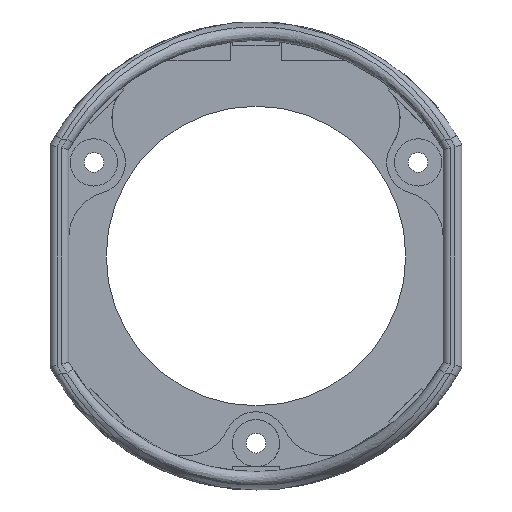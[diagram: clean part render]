
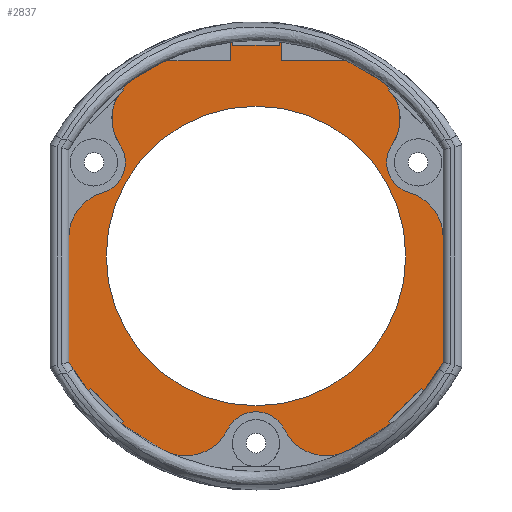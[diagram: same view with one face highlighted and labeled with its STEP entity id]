
A CAD part, front view. The second image highlights one B-rep face of the part: STEP entity #2837.
In plain terms, the highlighted planar face has unit normal (0, -1, 0).
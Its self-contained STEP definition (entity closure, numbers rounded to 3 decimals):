
#49=LINE('',#4353,#239);
#53=LINE('',#4361,#243);
#56=LINE('',#4371,#246);
#57=LINE('',#4373,#247);
#58=LINE('',#4383,#248);
#59=LINE('',#4395,#249);
#239=VECTOR('',#3467,10.);
#243=VECTOR('',#3473,10.);
#246=VECTOR('',#3484,10.);
#247=VECTOR('',#3485,10.);
#248=VECTOR('',#3494,10.);
#249=VECTOR('',#3505,10.);
#432=PLANE('',#3068);
#551=FACE_BOUND('',#871,.T.);
#673=FACE_OUTER_BOUND('',#870,.T.);
#870=EDGE_LOOP('',(#2021,#2022,#2023,#2024,#2025,#2026,#2027,#2028,#2029,
#2030,#2031,#2032,#2033,#2034,#2035,#2036,#2037,#2038,#2039,#2040));
#871=EDGE_LOOP('',(#2041));
#1165=CIRCLE('',#3069,46.);
#1166=CIRCLE('',#3070,46.);
#1167=CIRCLE('',#3071,10.);
#1168=CIRCLE('',#3072,6.73);
#1169=CIRCLE('',#3073,10.);
#1170=CIRCLE('',#3074,46.);
#1171=CIRCLE('',#3075,10.);
#1172=CIRCLE('',#3076,6.73);
#1173=CIRCLE('',#3077,10.);
#1174=CIRCLE('',#3078,46.);
#1175=CIRCLE('',#3079,10.);
#1176=CIRCLE('',#3080,6.73);
#1177=CIRCLE('',#3081,10.);
#1178=CIRCLE('',#3082,46.);
#1179=CIRCLE('',#3083,32.);
#1343=VERTEX_POINT('',#4351);
#1344=VERTEX_POINT('',#4352);
#1347=VERTEX_POINT('',#4360);
#1349=VERTEX_POINT('',#4368);
#1350=VERTEX_POINT('',#4370);
#1351=VERTEX_POINT('',#4372);
#1352=VERTEX_POINT('',#4374);
#1353=VERTEX_POINT('',#4376);
#1354=VERTEX_POINT('',#4378);
#1355=VERTEX_POINT('',#4380);
#1356=VERTEX_POINT('',#4382);
#1357=VERTEX_POINT('',#4384);
#1358=VERTEX_POINT('',#4386);
#1359=VERTEX_POINT('',#4388);
#1360=VERTEX_POINT('',#4390);
#1361=VERTEX_POINT('',#4392);
#1362=VERTEX_POINT('',#4394);
#1363=VERTEX_POINT('',#4396);
#1364=VERTEX_POINT('',#4398);
#1365=VERTEX_POINT('',#4400);
#1366=VERTEX_POINT('',#4403);
#1618=EDGE_CURVE('',#1343,#1344,#49,.T.);
#1622=EDGE_CURVE('',#1344,#1347,#53,.T.);
#1626=EDGE_CURVE('',#1349,#1347,#1165,.T.);
#1627=EDGE_CURVE('',#1349,#1350,#56,.T.);
#1628=EDGE_CURVE('',#1350,#1351,#57,.T.);
#1629=EDGE_CURVE('',#1352,#1351,#1166,.T.);
#1630=EDGE_CURVE('',#1352,#1353,#1167,.T.);
#1631=EDGE_CURVE('',#1353,#1354,#1168,.T.);
#1632=EDGE_CURVE('',#1354,#1355,#1169,.T.);
#1633=EDGE_CURVE('',#1356,#1355,#58,.T.);
#1634=EDGE_CURVE('',#1357,#1356,#1170,.T.);
#1635=EDGE_CURVE('',#1357,#1358,#1171,.T.);
#1636=EDGE_CURVE('',#1358,#1359,#1172,.T.);
#1637=EDGE_CURVE('',#1359,#1360,#1173,.T.);
#1638=EDGE_CURVE('',#1361,#1360,#1174,.T.);
#1639=EDGE_CURVE('',#1362,#1361,#59,.T.);
#1640=EDGE_CURVE('',#1362,#1363,#1175,.T.);
#1641=EDGE_CURVE('',#1363,#1364,#1176,.T.);
#1642=EDGE_CURVE('',#1364,#1365,#1177,.T.);
#1643=EDGE_CURVE('',#1343,#1365,#1178,.T.);
#1644=EDGE_CURVE('',#1366,#1366,#1179,.T.);
#2021=ORIENTED_EDGE('',*,*,#1618,.T.);
#2022=ORIENTED_EDGE('',*,*,#1622,.T.);
#2023=ORIENTED_EDGE('',*,*,#1626,.F.);
#2024=ORIENTED_EDGE('',*,*,#1627,.T.);
#2025=ORIENTED_EDGE('',*,*,#1628,.T.);
#2026=ORIENTED_EDGE('',*,*,#1629,.F.);
#2027=ORIENTED_EDGE('',*,*,#1630,.T.);
#2028=ORIENTED_EDGE('',*,*,#1631,.T.);
#2029=ORIENTED_EDGE('',*,*,#1632,.T.);
#2030=ORIENTED_EDGE('',*,*,#1633,.F.);
#2031=ORIENTED_EDGE('',*,*,#1634,.F.);
#2032=ORIENTED_EDGE('',*,*,#1635,.T.);
#2033=ORIENTED_EDGE('',*,*,#1636,.T.);
#2034=ORIENTED_EDGE('',*,*,#1637,.T.);
#2035=ORIENTED_EDGE('',*,*,#1638,.F.);
#2036=ORIENTED_EDGE('',*,*,#1639,.F.);
#2037=ORIENTED_EDGE('',*,*,#1640,.T.);
#2038=ORIENTED_EDGE('',*,*,#1641,.T.);
#2039=ORIENTED_EDGE('',*,*,#1642,.T.);
#2040=ORIENTED_EDGE('',*,*,#1643,.F.);
#2041=ORIENTED_EDGE('',*,*,#1644,.T.);
#2837=ADVANCED_FACE('',(#673,#551),#432,.F.);
#3068=AXIS2_PLACEMENT_3D('',#4367,#3480,#3481);
#3069=AXIS2_PLACEMENT_3D('',#4369,#3482,#3483);
#3070=AXIS2_PLACEMENT_3D('',#4375,#3486,#3487);
#3071=AXIS2_PLACEMENT_3D('',#4377,#3488,#3489);
#3072=AXIS2_PLACEMENT_3D('',#4379,#3490,#3491);
#3073=AXIS2_PLACEMENT_3D('',#4381,#3492,#3493);
#3074=AXIS2_PLACEMENT_3D('',#4385,#3495,#3496);
#3075=AXIS2_PLACEMENT_3D('',#4387,#3497,#3498);
#3076=AXIS2_PLACEMENT_3D('',#4389,#3499,#3500);
#3077=AXIS2_PLACEMENT_3D('',#4391,#3501,#3502);
#3078=AXIS2_PLACEMENT_3D('',#4393,#3503,#3504);
#3079=AXIS2_PLACEMENT_3D('',#4397,#3506,#3507);
#3080=AXIS2_PLACEMENT_3D('',#4399,#3508,#3509);
#3081=AXIS2_PLACEMENT_3D('',#4401,#3510,#3511);
#3082=AXIS2_PLACEMENT_3D('',#4402,#3512,#3513);
#3083=AXIS2_PLACEMENT_3D('',#4404,#3514,#3515);
#3467=DIRECTION('',(-1.,0.,0.));
#3473=DIRECTION('',(0.,0.,1.));
#3480=DIRECTION('center_axis',(0.,1.,0.));
#3481=DIRECTION('ref_axis',(0.,0.,1.));
#3482=DIRECTION('center_axis',(0.,1.,0.));
#3483=DIRECTION('ref_axis',(-0.87,0.,0.494));
#3484=DIRECTION('',(0.,0.,-1.));
#3485=DIRECTION('',(-1.,0.,0.));
#3486=DIRECTION('center_axis',(0.,1.,0.));
#3487=DIRECTION('ref_axis',(-0.87,0.,0.494));
#3488=DIRECTION('center_axis',(0.,-1.,0.));
#3489=DIRECTION('ref_axis',(-0.828,0.,-0.561));
#3490=DIRECTION('center_axis',(0.,1.,0.));
#3491=DIRECTION('ref_axis',(0.828,0.,0.561));
#3492=DIRECTION('center_axis',(0.,-1.,0.));
#3493=DIRECTION('ref_axis',(-1.,0.,0.));
#3494=DIRECTION('',(0.,0.,1.));
#3495=DIRECTION('center_axis',(0.,1.,0.));
#3496=DIRECTION('ref_axis',(0.87,0.,-0.494));
#3497=DIRECTION('center_axis',(0.,-1.,0.));
#3498=DIRECTION('ref_axis',(0.9,0.,-0.436));
#3499=DIRECTION('center_axis',(0.,1.,0.));
#3500=DIRECTION('ref_axis',(-0.9,0.,0.436));
#3501=DIRECTION('center_axis',(0.,-1.,0.));
#3502=DIRECTION('ref_axis',(0.418,0.,-0.908));
#3503=DIRECTION('center_axis',(0.,1.,0.));
#3504=DIRECTION('ref_axis',(0.87,0.,-0.494));
#3505=DIRECTION('',(0.,0.,-1.));
#3506=DIRECTION('center_axis',(0.,-1.,0.));
#3507=DIRECTION('ref_axis',(0.277,0.,0.961));
#3508=DIRECTION('center_axis',(0.,1.,0.));
#3509=DIRECTION('ref_axis',(-0.277,0.,-0.961));
#3510=DIRECTION('center_axis',(0.,-1.,0.));
#3511=DIRECTION('ref_axis',(0.578,0.,0.816));
#3512=DIRECTION('center_axis',(0.,1.,0.));
#3513=DIRECTION('ref_axis',(-0.87,0.,0.494));
#3514=DIRECTION('center_axis',(0.,1.,0.));
#3515=DIRECTION('ref_axis',(1.,0.,0.));
#4351=CARTESIAN_POINT('',(19.471,36.,41.676));
#4352=CARTESIAN_POINT('',(5.45,36.,41.676));
#4353=CARTESIAN_POINT('',(2.725,36.,41.676));
#4360=CARTESIAN_POINT('',(5.45,36.,45.676));
#4361=CARTESIAN_POINT('',(5.45,36.,22.838));
#4367=CARTESIAN_POINT('Origin',(0.,36.,0.));
#4368=CARTESIAN_POINT('',(-5.45,36.,45.676));
#4369=CARTESIAN_POINT('Origin',(0.,36.,0.));
#4370=CARTESIAN_POINT('',(-5.45,36.,41.676));
#4371=CARTESIAN_POINT('',(-5.45,36.,20.838));
#4372=CARTESIAN_POINT('',(-19.471,36.,41.676));
#4373=CARTESIAN_POINT('',(-9.735,36.,41.676));
#4374=CARTESIAN_POINT('',(-26.569,36.,37.551));
#4375=CARTESIAN_POINT('Origin',(0.,36.,0.));
#4376=CARTESIAN_POINT('',(-29.07,36.,23.776));
#4377=CARTESIAN_POINT('Origin',(-20.793,36.,29.388));
#4378=CARTESIAN_POINT('',(-32.774,36.,13.534));
#4379=CARTESIAN_POINT('Origin',(-34.641,36.,20.));
#4380=CARTESIAN_POINT('',(-40.,36.,3.927));
#4381=CARTESIAN_POINT('Origin',(-30.,36.,3.927));
#4382=CARTESIAN_POINT('',(-40.,36.,-22.716));
#4383=CARTESIAN_POINT('',(-40.,36.,11.358));
#4384=CARTESIAN_POINT('',(-19.236,36.,-41.785));
#4385=CARTESIAN_POINT('Origin',(0.,36.,0.));
#4386=CARTESIAN_POINT('',(-6.056,36.,-37.064));
#4387=CARTESIAN_POINT('Origin',(-15.054,36.,-32.701));
#4388=CARTESIAN_POINT('',(6.056,36.,-37.064));
#4389=CARTESIAN_POINT('Origin',(0.,36.,-40.));
#4390=CARTESIAN_POINT('',(19.236,36.,-41.785));
#4391=CARTESIAN_POINT('Origin',(15.054,36.,-32.701));
#4392=CARTESIAN_POINT('',(40.,36.,-22.716));
#4393=CARTESIAN_POINT('Origin',(0.,36.,0.));
#4394=CARTESIAN_POINT('',(40.,36.,3.927));
#4395=CARTESIAN_POINT('',(40.,36.,-11.358));
#4396=CARTESIAN_POINT('',(32.774,36.,13.534));
#4397=CARTESIAN_POINT('Origin',(30.,36.,3.927));
#4398=CARTESIAN_POINT('',(29.07,36.,23.776));
#4399=CARTESIAN_POINT('Origin',(34.641,36.,20.));
#4400=CARTESIAN_POINT('',(26.569,36.,37.551));
#4401=CARTESIAN_POINT('Origin',(20.793,36.,29.388));
#4402=CARTESIAN_POINT('Origin',(0.,36.,0.));
#4403=CARTESIAN_POINT('',(-32.,36.,0.));
#4404=CARTESIAN_POINT('Origin',(0.,36.,0.));
